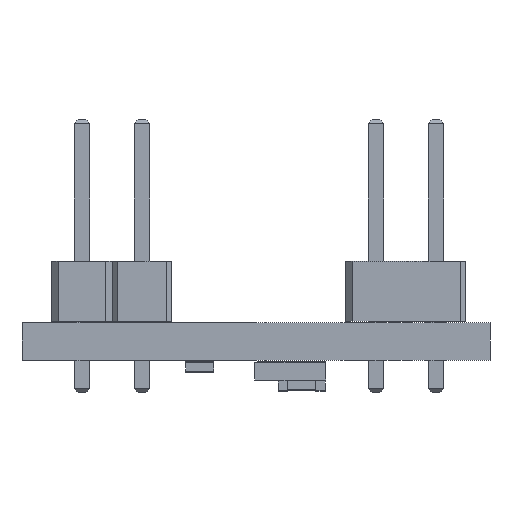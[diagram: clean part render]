
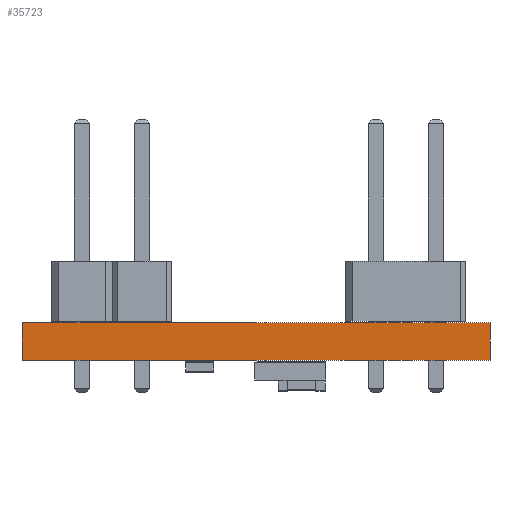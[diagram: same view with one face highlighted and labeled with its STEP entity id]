
A CAD part, left-side view. The second image highlights one B-rep face of the part: STEP entity #35723.
In plain terms, the highlighted planar face has unit normal (-1, 0, 0).
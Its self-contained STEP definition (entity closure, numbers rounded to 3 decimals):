
#35542 = PLANE('',#35543);
#35543 = AXIS2_PLACEMENT_3D('',#35544,#35545,#35546);
#35544 = CARTESIAN_POINT('',(152.146,-116.586,0.));
#35545 = DIRECTION('',(0.,-1.,0.));
#35546 = DIRECTION('',(-1.,0.,0.));
#35567 = VERTEX_POINT('',#35568);
#35568 = CARTESIAN_POINT('',(112.014,-116.586,1.6));
#35582 = PLANE('',#35583);
#35583 = AXIS2_PLACEMENT_3D('',#35584,#35585,#35586);
#35584 = CARTESIAN_POINT('',(132.08,-106.68,1.6));
#35585 = DIRECTION('',(-0.,-0.,-1.));
#35586 = DIRECTION('',(-1.,0.,0.));
#35594 = EDGE_CURVE('',#35595,#35567,#35597,.T.);
#35595 = VERTEX_POINT('',#35596);
#35596 = CARTESIAN_POINT('',(112.014,-116.586,0.));
#35597 = SURFACE_CURVE('',#35598,(#35602,#35609),.PCURVE_S1.);
#35598 = LINE('',#35599,#35600);
#35599 = CARTESIAN_POINT('',(112.014,-116.586,0.));
#35600 = VECTOR('',#35601,1.);
#35601 = DIRECTION('',(0.,0.,1.));
#35602 = PCURVE('',#35542,#35603);
#35603 = DEFINITIONAL_REPRESENTATION('',(#35604),#35608);
#35604 = LINE('',#35605,#35606);
#35605 = CARTESIAN_POINT('',(40.132,0.));
#35606 = VECTOR('',#35607,1.);
#35607 = DIRECTION('',(0.,-1.));
#35608 = ( GEOMETRIC_REPRESENTATION_CONTEXT(2) 
PARAMETRIC_REPRESENTATION_CONTEXT() REPRESENTATION_CONTEXT('2D SPACE',''
  ) );
#35609 = PCURVE('',#35610,#35615);
#35610 = PLANE('',#35611);
#35611 = AXIS2_PLACEMENT_3D('',#35612,#35613,#35614);
#35612 = CARTESIAN_POINT('',(112.014,-116.586,0.));
#35613 = DIRECTION('',(-1.,0.,0.));
#35614 = DIRECTION('',(0.,1.,0.));
#35615 = DEFINITIONAL_REPRESENTATION('',(#35616),#35620);
#35616 = LINE('',#35617,#35618);
#35617 = CARTESIAN_POINT('',(0.,0.));
#35618 = VECTOR('',#35619,1.);
#35619 = DIRECTION('',(0.,-1.));
#35620 = ( GEOMETRIC_REPRESENTATION_CONTEXT(2) 
PARAMETRIC_REPRESENTATION_CONTEXT() REPRESENTATION_CONTEXT('2D SPACE',''
  ) );
#35636 = PLANE('',#35637);
#35637 = AXIS2_PLACEMENT_3D('',#35638,#35639,#35640);
#35638 = CARTESIAN_POINT('',(132.08,-106.68,0.));
#35639 = DIRECTION('',(-0.,-0.,-1.));
#35640 = DIRECTION('',(-1.,0.,0.));
#35669 = PLANE('',#35670);
#35670 = AXIS2_PLACEMENT_3D('',#35671,#35672,#35673);
#35671 = CARTESIAN_POINT('',(112.014,-96.774,0.));
#35672 = DIRECTION('',(0.,1.,0.));
#35673 = DIRECTION('',(1.,0.,0.));
#35723 = ADVANCED_FACE('',(#35724),#35610,.T.);
#35724 = FACE_BOUND('',#35725,.T.);
#35725 = EDGE_LOOP('',(#35726,#35727,#35750,#35773));
#35726 = ORIENTED_EDGE('',*,*,#35594,.T.);
#35727 = ORIENTED_EDGE('',*,*,#35728,.T.);
#35728 = EDGE_CURVE('',#35567,#35729,#35731,.T.);
#35729 = VERTEX_POINT('',#35730);
#35730 = CARTESIAN_POINT('',(112.014,-96.774,1.6));
#35731 = SURFACE_CURVE('',#35732,(#35736,#35743),.PCURVE_S1.);
#35732 = LINE('',#35733,#35734);
#35733 = CARTESIAN_POINT('',(112.014,-116.586,1.6));
#35734 = VECTOR('',#35735,1.);
#35735 = DIRECTION('',(0.,1.,0.));
#35736 = PCURVE('',#35610,#35737);
#35737 = DEFINITIONAL_REPRESENTATION('',(#35738),#35742);
#35738 = LINE('',#35739,#35740);
#35739 = CARTESIAN_POINT('',(0.,-1.6));
#35740 = VECTOR('',#35741,1.);
#35741 = DIRECTION('',(1.,0.));
#35742 = ( GEOMETRIC_REPRESENTATION_CONTEXT(2) 
PARAMETRIC_REPRESENTATION_CONTEXT() REPRESENTATION_CONTEXT('2D SPACE',''
  ) );
#35743 = PCURVE('',#35582,#35744);
#35744 = DEFINITIONAL_REPRESENTATION('',(#35745),#35749);
#35745 = LINE('',#35746,#35747);
#35746 = CARTESIAN_POINT('',(20.066,-9.906));
#35747 = VECTOR('',#35748,1.);
#35748 = DIRECTION('',(0.,1.));
#35749 = ( GEOMETRIC_REPRESENTATION_CONTEXT(2) 
PARAMETRIC_REPRESENTATION_CONTEXT() REPRESENTATION_CONTEXT('2D SPACE',''
  ) );
#35750 = ORIENTED_EDGE('',*,*,#35751,.F.);
#35751 = EDGE_CURVE('',#35752,#35729,#35754,.T.);
#35752 = VERTEX_POINT('',#35753);
#35753 = CARTESIAN_POINT('',(112.014,-96.774,0.));
#35754 = SURFACE_CURVE('',#35755,(#35759,#35766),.PCURVE_S1.);
#35755 = LINE('',#35756,#35757);
#35756 = CARTESIAN_POINT('',(112.014,-96.774,0.));
#35757 = VECTOR('',#35758,1.);
#35758 = DIRECTION('',(0.,0.,1.));
#35759 = PCURVE('',#35610,#35760);
#35760 = DEFINITIONAL_REPRESENTATION('',(#35761),#35765);
#35761 = LINE('',#35762,#35763);
#35762 = CARTESIAN_POINT('',(19.812,0.));
#35763 = VECTOR('',#35764,1.);
#35764 = DIRECTION('',(0.,-1.));
#35765 = ( GEOMETRIC_REPRESENTATION_CONTEXT(2) 
PARAMETRIC_REPRESENTATION_CONTEXT() REPRESENTATION_CONTEXT('2D SPACE',''
  ) );
#35766 = PCURVE('',#35669,#35767);
#35767 = DEFINITIONAL_REPRESENTATION('',(#35768),#35772);
#35768 = LINE('',#35769,#35770);
#35769 = CARTESIAN_POINT('',(0.,0.));
#35770 = VECTOR('',#35771,1.);
#35771 = DIRECTION('',(0.,-1.));
#35772 = ( GEOMETRIC_REPRESENTATION_CONTEXT(2) 
PARAMETRIC_REPRESENTATION_CONTEXT() REPRESENTATION_CONTEXT('2D SPACE',''
  ) );
#35773 = ORIENTED_EDGE('',*,*,#35774,.F.);
#35774 = EDGE_CURVE('',#35595,#35752,#35775,.T.);
#35775 = SURFACE_CURVE('',#35776,(#35780,#35787),.PCURVE_S1.);
#35776 = LINE('',#35777,#35778);
#35777 = CARTESIAN_POINT('',(112.014,-116.586,0.));
#35778 = VECTOR('',#35779,1.);
#35779 = DIRECTION('',(0.,1.,0.));
#35780 = PCURVE('',#35610,#35781);
#35781 = DEFINITIONAL_REPRESENTATION('',(#35782),#35786);
#35782 = LINE('',#35783,#35784);
#35783 = CARTESIAN_POINT('',(0.,0.));
#35784 = VECTOR('',#35785,1.);
#35785 = DIRECTION('',(1.,0.));
#35786 = ( GEOMETRIC_REPRESENTATION_CONTEXT(2) 
PARAMETRIC_REPRESENTATION_CONTEXT() REPRESENTATION_CONTEXT('2D SPACE',''
  ) );
#35787 = PCURVE('',#35636,#35788);
#35788 = DEFINITIONAL_REPRESENTATION('',(#35789),#35793);
#35789 = LINE('',#35790,#35791);
#35790 = CARTESIAN_POINT('',(20.066,-9.906));
#35791 = VECTOR('',#35792,1.);
#35792 = DIRECTION('',(0.,1.));
#35793 = ( GEOMETRIC_REPRESENTATION_CONTEXT(2) 
PARAMETRIC_REPRESENTATION_CONTEXT() REPRESENTATION_CONTEXT('2D SPACE',''
  ) );
